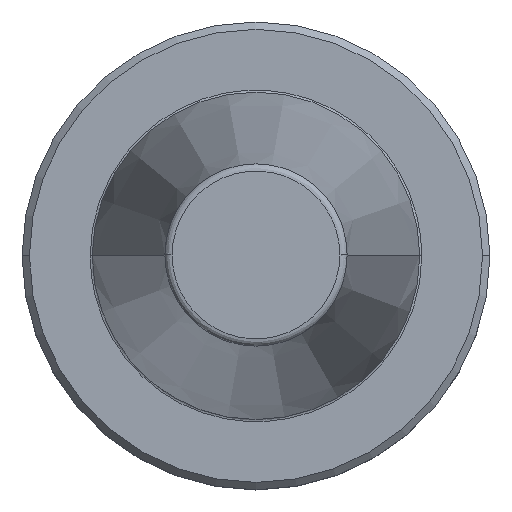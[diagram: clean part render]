
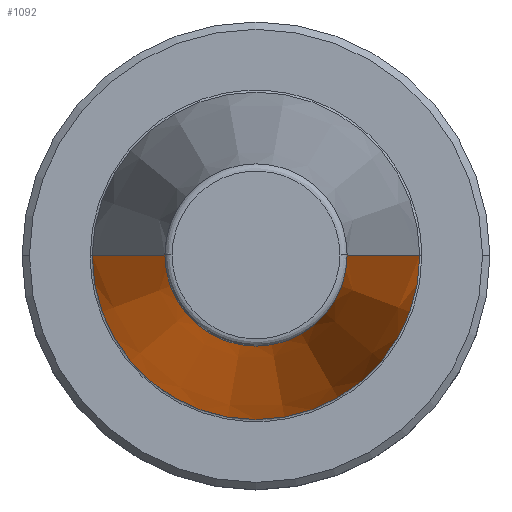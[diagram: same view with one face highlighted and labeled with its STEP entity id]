
A CAD part, top view. The second image highlights one B-rep face of the part: STEP entity #1092.
In plain terms, the highlighted conical face has half-angle 8.297 degrees and reference radius 22.225 mm.
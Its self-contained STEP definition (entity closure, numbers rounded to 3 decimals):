
#13 = VERTEX_POINT ( 'NONE', #266 ) ;
#81 = VERTEX_POINT ( 'NONE', #132 ) ;
#91 = LINE ( 'NONE', #507, #1489 ) ;
#124 = ORIENTED_EDGE ( 'NONE', *, *, #791, .F. ) ;
#132 = CARTESIAN_POINT ( 'NONE',  ( -12.375, 0., 67.544 ) ) ;
#142 = VERTEX_POINT ( 'NONE', #383 ) ;
#244 = ORIENTED_EDGE ( 'NONE', *, *, #291, .F. ) ;
#266 = CARTESIAN_POINT ( 'NONE',  ( 22.225, 0., 0. ) ) ;
#280 = DIRECTION ( 'NONE',  ( -1., 0., 0. ) ) ;
#288 = CARTESIAN_POINT ( 'NONE',  ( 0., 0., 0. ) ) ;
#291 = EDGE_CURVE ( 'NONE', #348, #13, #91, .T. ) ;
#334 = DIRECTION ( 'NONE',  ( 0., 0., -1. ) ) ;
#348 = VERTEX_POINT ( 'NONE', #1127 ) ;
#354 = AXIS2_PLACEMENT_3D ( 'NONE', #1422, #1416, #1410 ) ;
#383 = CARTESIAN_POINT ( 'NONE',  ( -22.225, 0., 0. ) ) ;
#416 = DIRECTION ( 'NONE',  ( 0.144, 0., -0.99 ) ) ;
#473 = EDGE_CURVE ( 'NONE', #348, #81, #845, .T. ) ;
#507 = CARTESIAN_POINT ( 'NONE',  ( 22.225, 0., 0. ) ) ;
#520 = CONICAL_SURFACE ( 'NONE', #1106, 22.225, 0.145 ) ;
#570 = FACE_OUTER_BOUND ( 'NONE', #1090, .T. ) ;
#685 = EDGE_CURVE ( 'NONE', #81, #142, #773, .T. ) ;
#757 = DIRECTION ( 'NONE',  ( 1., 0., 0. ) ) ;
#760 = AXIS2_PLACEMENT_3D ( 'NONE', #776, #764, #757 ) ;
#764 = DIRECTION ( 'NONE',  ( 0., 0., -1. ) ) ;
#773 = LINE ( 'NONE', #1047, #1197 ) ;
#776 = CARTESIAN_POINT ( 'NONE',  ( 0., 0., 0. ) ) ;
#791 = EDGE_CURVE ( 'NONE', #13, #142, #1173, .T. ) ;
#845 = CIRCLE ( 'NONE', #354, 12.375 ) ;
#1012 = ORIENTED_EDGE ( 'NONE', *, *, #473, .T. ) ;
#1019 = DIRECTION ( 'NONE',  ( -0.144, 0., -0.99 ) ) ;
#1047 = CARTESIAN_POINT ( 'NONE',  ( -22.225, 0., 0. ) ) ;
#1090 = EDGE_LOOP ( 'NONE', ( #244, #1012, #1376, #124 ) ) ;
#1092 = ADVANCED_FACE ( 'NONE', ( #570 ), #520, .T. ) ;
#1106 = AXIS2_PLACEMENT_3D ( 'NONE', #288, #334, #280 ) ;
#1127 = CARTESIAN_POINT ( 'NONE',  ( 12.375, 0., 67.544 ) ) ;
#1173 = CIRCLE ( 'NONE', #760, 22.225 ) ;
#1197 = VECTOR ( 'NONE', #1019, 1000. ) ;
#1376 = ORIENTED_EDGE ( 'NONE', *, *, #685, .T. ) ;
#1410 = DIRECTION ( 'NONE',  ( -1., 0., 0. ) ) ;
#1416 = DIRECTION ( 'NONE',  ( 0., 0., -1. ) ) ;
#1422 = CARTESIAN_POINT ( 'NONE',  ( 0., 0., 67.544 ) ) ;
#1489 = VECTOR ( 'NONE', #416, 1000. ) ;
